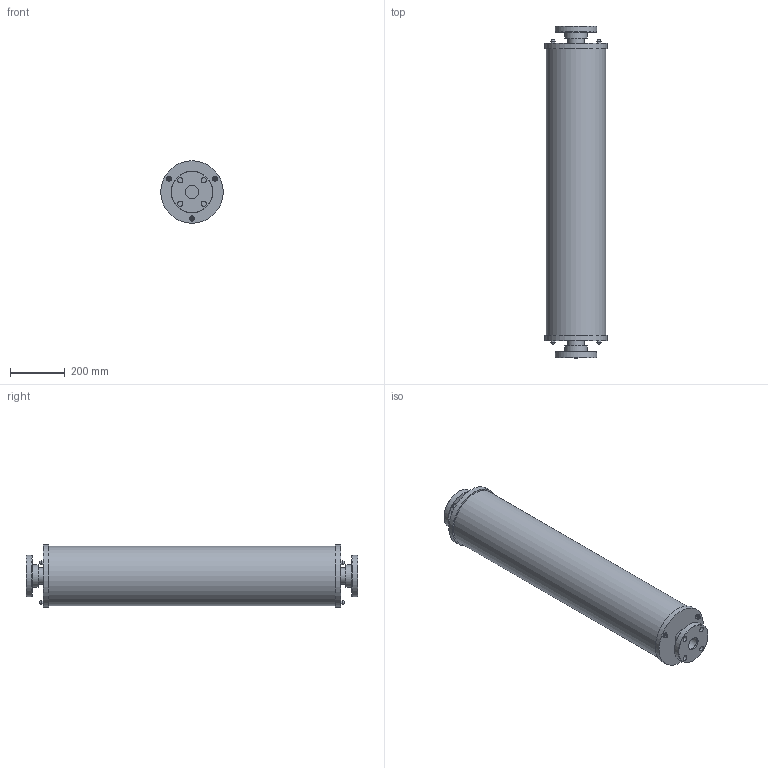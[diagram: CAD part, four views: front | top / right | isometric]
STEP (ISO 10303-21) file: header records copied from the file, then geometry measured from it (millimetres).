
FILE_DESCRIPTION((''),'2;1');
FILE_NAME('ACS#2-20000-GCV-F_R0.stp','2017-07-24T16:23:50',('salesdesk5'),(''),'Autodesk Inventor 2009','Autodesk Inventor 2009','');
FILE_SCHEMA(('AUTOMOTIVE_DESIGN { 1 0 10303 214 1 1 1 1 }'));
Length unit declared in the file: inch
Products named in the file (1): ACS#2-20000-GCV-F_R0
Bounding box: 228.6 x 1212.85 x 228.6 mm (x, y, z)
Volume: 40766628.8 mm3; surface area: 988596.1 mm2
Topology: 1 solids, 7 shells, 207 faces, 444 edges, 265 vertices
Faces by surface type: cylinder 87, plane 70, torus 26, bspline 16, sphere 6, cone 2
Full cylindrical faces by diameter (mm): 13.411 x6, 18.923 x8, 19.05 x6, 48.59 x2, 49.251 x2, 60.325 x2, 82.398 x2, 152.4 x2, 215.9 x1, 228.6 x2
Entity records: 5225 total; most frequent: CARTESIAN_POINT 1100, DIRECTION 878, ORIENTED_EDGE 656, AXIS2_PLACEMENT_3D 358, EDGE_CURVE 328, EDGE_LOOP 326, VERTEX_POINT 238, FACE_OUTER_BOUND 207
